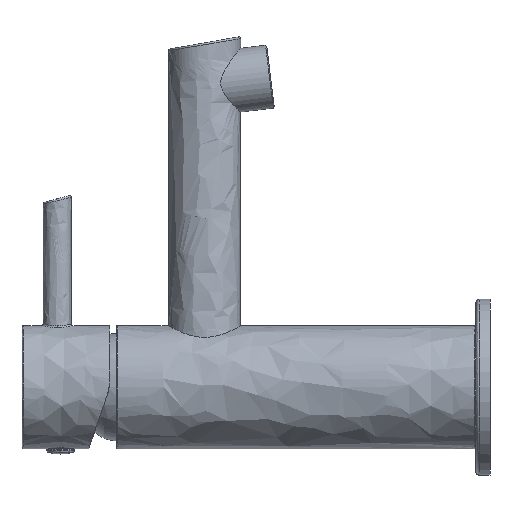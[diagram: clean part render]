
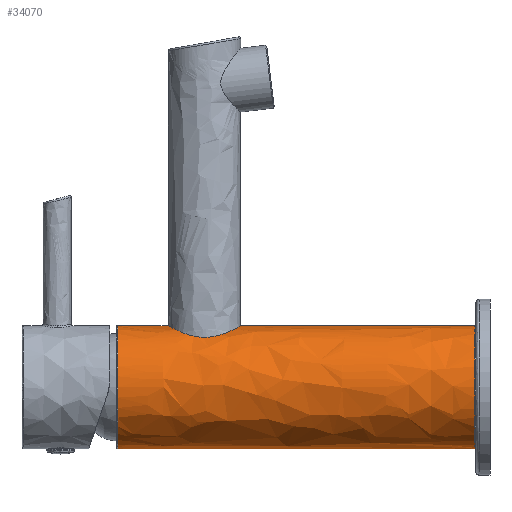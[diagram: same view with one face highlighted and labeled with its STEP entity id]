
A CAD part, left-side view. The second image highlights one B-rep face of the part: STEP entity #34070.
In plain terms, the highlighted free-form (B-spline) face has degree [1, 3] with [2, 4] control points.
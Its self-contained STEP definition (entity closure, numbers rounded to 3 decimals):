
#293 = CARTESIAN_POINT ( 'NONE',  ( -0.189, 3.3, 17.499 ) ) ;
#1175 = CARTESIAN_POINT ( 'NONE',  ( 0., 76.7, 17.5 ) ) ;
#1660 = CARTESIAN_POINT ( 'NONE',  ( -3.251, 81.501, 17.195 ) ) ;
#2022 = EDGE_CURVE ( 'NONE', #23287, #17884, #30145, .T. ) ;
#2152 = CARTESIAN_POINT ( 'NONE',  ( -2.803, 78.092, 17.275 ) ) ;
#2321 = AXIS2_PLACEMENT_3D ( 'NONE', #13407, #35842, #2351 ) ;
#2351 = DIRECTION ( 'NONE',  ( 0., 0., -1. ) ) ;
#3681 = ORIENTED_EDGE ( 'NONE', *, *, #40201, .T. ) ;
#3937 = CARTESIAN_POINT ( 'NONE',  ( 0., 104.9, -17.5 ) ) ;
#4744 = AXIS2_PLACEMENT_3D ( 'NONE', #42262, #7752, #30422 ) ;
#5191 = CARTESIAN_POINT ( 'NONE',  ( -0.455, 83.7, 17.5 ) ) ;
#5439 = CARTESIAN_POINT ( 'NONE',  ( -2.659, 77.912, 17.298 ) ) ;
#5673 = CARTESIAN_POINT ( 'NONE',  ( -2.278, 82.866, 17.352 ) ) ;
#5808 = B_SPLINE_CURVE_WITH_KNOTS ( 'NONE', 1,
 ( #45838, #15078 ),
 .UNSPECIFIED., .F., .F.,
 ( 2, 2 ),
 ( 0.78, 0.981 ),
 .UNSPECIFIED. ) ;
#7125 = CIRCLE ( 'NONE', #40890, 17.5 ) ;
#7134 = CARTESIAN_POINT ( 'NONE',  ( 0., 3.3, -17.5 ) ) ;
#7611 = ORIENTED_EDGE ( 'NONE', *, *, #33786, .F. ) ;
#7694 = VERTEX_POINT ( 'NONE', #293 ) ;
#7710 = EDGE_CURVE ( 'NONE', #44370, #23287, #5808, .T. ) ;
#7752 = DIRECTION ( 'NONE',  ( 0., -1., 0. ) ) ;
#8464 = AXIS2_PLACEMENT_3D ( 'NONE', #24443, #17376, #48098 ) ;
#8696 = CARTESIAN_POINT ( 'NONE',  ( 0., 3.3, 17.5 ) ) ;
#8838 = CARTESIAN_POINT ( 'NONE',  ( -0.173, 104.9, -17.499 ) ) ;
#8954 = CARTESIAN_POINT ( 'NONE',  ( -1.423, 83.4, 17.442 ) ) ;
#8957 = CARTESIAN_POINT ( 'NONE',  ( 0., 104.9, -17.5 ) ) ;
#9185 = CARTESIAN_POINT ( 'NONE',  ( -0.915, 76.819, 17.476 ) ) ;
#9927 = CARTESIAN_POINT ( 'NONE',  ( -1.568, 77.062, 17.431 ) ) ;
#11018 = B_SPLINE_CURVE_WITH_KNOTS ( 'NONE', 1,
 ( #40160, #8957 ),
 .UNSPECIFIED., .F., .F.,
 ( 2, 2 ),
 ( 0.019, 0.981 ),
 .UNSPECIFIED. ) ;
#12117 = EDGE_CURVE ( 'NONE', #24658, #24030, #18221, .T. ) ;
#12723 = CARTESIAN_POINT ( 'NONE',  ( -3.292, 81.393, 17.188 ) ) ;
#13204 = CARTESIAN_POINT ( 'NONE',  ( -1.523, 83.353, 17.434 ) ) ;
#13407 = CARTESIAN_POINT ( 'NONE',  ( 0., 3.3, 0. ) ) ;
#13454 = CARTESIAN_POINT ( 'NONE',  ( -1.247, 76.928, 17.456 ) ) ;
#14674 = CARTESIAN_POINT ( 'NONE',  ( 0., 3.3, 17.5 ) ) ;
#14742 =( BOUNDED_SURFACE ( )  B_SPLINE_SURFACE ( 1, 3, ( 
 ( #26766, #14926, #22733, #14674 ),
 ( #38118, #22494, #19230, #15424 ) ),
 .UNSPECIFIED., .F., .F., .F. ) 
 B_SPLINE_SURFACE_WITH_KNOTS ( ( 2, 2 ),
 ( 4, 4 ),
 ( 0.019, 0.981 ),
 ( 0., 1. ),
 .UNSPECIFIED. ) 
 GEOMETRIC_REPRESENTATION_ITEM ( )  RATIONAL_B_SPLINE_SURFACE ( (
 ( 1., 0.333, 0.333, 1.),
 ( 1., 0.333, 0.333, 1.) ) ) 
 REPRESENTATION_ITEM ( '' )  SURFACE ( )  );
#14926 = CARTESIAN_POINT ( 'NONE',  ( -35., 3.3, -17.5 ) ) ;
#15078 = CARTESIAN_POINT ( 'NONE',  ( 0., 104.9, 17.5 ) ) ;
#15424 = CARTESIAN_POINT ( 'NONE',  ( 0., 104.9, 17.5 ) ) ;
#15995 = EDGE_CURVE ( 'NONE', #24030, #44370, #31248, .T. ) ;
#16133 = VERTEX_POINT ( 'NONE', #7134 ) ;
#16468 = CARTESIAN_POINT ( 'NONE',  ( -3.468, 80.726, 17.153 ) ) ;
#16977 = CARTESIAN_POINT ( 'NONE',  ( -2.761, 82.397, 17.284 ) ) ;
#17376 = DIRECTION ( 'NONE',  ( 0., -1., 0. ) ) ;
#17473 = CARTESIAN_POINT ( 'NONE',  ( -3.401, 79.341, 17.166 ) ) ;
#17884 = VERTEX_POINT ( 'NONE', #8838 ) ;
#18221 = B_SPLINE_CURVE_WITH_KNOTS ( 'NONE', 1,
 ( #49102, #29232 ),
 .UNSPECIFIED., .F., .F.,
 ( 2, 2 ),
 ( 0.019, 0.714 ),
 .UNSPECIFIED. ) ;
#18300 = DIRECTION ( 'NONE',  ( 0., 1., 0. ) ) ;
#19230 = CARTESIAN_POINT ( 'NONE',  ( -35., 104.9, 17.5 ) ) ;
#19989 = CIRCLE ( 'NONE', #4744, 17.5 ) ;
#20762 = CARTESIAN_POINT ( 'NONE',  ( -3.504, 80.035, 17.146 ) ) ;
#21646 = ORIENTED_EDGE ( 'NONE', *, *, #12117, .T. ) ;
#22494 = CARTESIAN_POINT ( 'NONE',  ( -35., 104.9, -17.5 ) ) ;
#22733 = CARTESIAN_POINT ( 'NONE',  ( -35., 3.3, 17.5 ) ) ;
#23022 = ORIENTED_EDGE ( 'NONE', *, *, #7710, .T. ) ;
#23287 = VERTEX_POINT ( 'NONE', #31698 ) ;
#24030 = VERTEX_POINT ( 'NONE', #36483 ) ;
#24443 = CARTESIAN_POINT ( 'NONE',  ( 0., 104.9, 0. ) ) ;
#24658 = VERTEX_POINT ( 'NONE', #8696 ) ;
#24794 = CARTESIAN_POINT ( 'NONE',  ( -3.393, 81.065, 17.168 ) ) ;
#25273 = CARTESIAN_POINT ( 'NONE',  ( -0.803, 76.791, 17.482 ) ) ;
#25438 = EDGE_CURVE ( 'NONE', #16133, #7694, #7125, .T. ) ;
#26766 = CARTESIAN_POINT ( 'NONE',  ( 0., 3.3, -17.5 ) ) ;
#27464 = VERTEX_POINT ( 'NONE', #3937 ) ;
#27578 = ORIENTED_EDGE ( 'NONE', *, *, #41572, .T. ) ;
#28062 = CARTESIAN_POINT ( 'NONE',  ( -3.025, 82.018, 17.238 ) ) ;
#28519 = EDGE_LOOP ( 'NONE', ( #43217, #27578, #21646, #35498, #23022, #40245, #3681, #7611 ) ) ;
#28551 = CARTESIAN_POINT ( 'NONE',  ( 0., 83.7, 17.5 ) ) ;
#28798 = CARTESIAN_POINT ( 'NONE',  ( -1.723, 83.249, 17.415 ) ) ;
#29232 = CARTESIAN_POINT ( 'NONE',  ( 0., 76.7, 17.5 ) ) ;
#30145 = CIRCLE ( 'NONE', #8464, 17.5 ) ;
#30422 = DIRECTION ( 'NONE',  ( 0., 0., 1. ) ) ;
#31248 = B_SPLINE_CURVE_WITH_KNOTS ( 'NONE', 3,
 ( #1175, #44429, #47952, #25273, #9185, #32105, #13454, #9927, #36629, #32576, #32828, #5439, #2152, #32345, #39908, #40651, #17473, #48195, #20762, #36145, #16468, #24794, #47224, #12723, #1660, #28062, #16977, #5673, #43436, #47696, #28798, #13204, #8954, #39650, #5191, #28551 ),
 .UNSPECIFIED., .F., .F.,
 ( 4, 2, 2, 2, 2, 2, 2, 2, 2, 2, 2, 2, 2, 2, 2, 2, 2, 4 ),
 ( 0., 0.062, 0.094, 0.125, 0.187, 0.25, 0.312, 0.375, 0.437, 0.5, 0.562, 0.594, 0.625, 0.75, 0.813, 0.844, 0.875, 1. ),
 .UNSPECIFIED. ) ;
#31698 = CARTESIAN_POINT ( 'NONE',  ( 0., 104.9, 17.5 ) ) ;
#32105 = CARTESIAN_POINT ( 'NONE',  ( -1.136, 76.887, 17.463 ) ) ;
#32345 = CARTESIAN_POINT ( 'NONE',  ( -3.059, 78.483, 17.231 ) ) ;
#32576 = CARTESIAN_POINT ( 'NONE',  ( -2.157, 77.434, 17.368 ) ) ;
#32828 = CARTESIAN_POINT ( 'NONE',  ( -2.334, 77.581, 17.344 ) ) ;
#33655 = DIRECTION ( 'NONE',  ( 0., 0., -1. ) ) ;
#33786 = EDGE_CURVE ( 'NONE', #16133, #27464, #11018, .T. ) ;
#34070 = ADVANCED_FACE ( 'NONE', ( #45685 ), #14742, .F. ) ;
#35498 = ORIENTED_EDGE ( 'NONE', *, *, #15995, .T. ) ;
#35842 = DIRECTION ( 'NONE',  ( 0., 1., 0. ) ) ;
#36145 = CARTESIAN_POINT ( 'NONE',  ( -3.495, 80.495, 17.147 ) ) ;
#36483 = CARTESIAN_POINT ( 'NONE',  ( 0., 76.7, 17.5 ) ) ;
#36629 = CARTESIAN_POINT ( 'NONE',  ( -1.773, 77.173, 17.411 ) ) ;
#37457 = CARTESIAN_POINT ( 'NONE',  ( 0., 3.3, 0. ) ) ;
#38118 = CARTESIAN_POINT ( 'NONE',  ( 0., 104.9, -17.5 ) ) ;
#39650 = CARTESIAN_POINT ( 'NONE',  ( -0.894, 83.614, 17.482 ) ) ;
#39908 = CARTESIAN_POINT ( 'NONE',  ( -3.165, 78.687, 17.212 ) ) ;
#40160 = CARTESIAN_POINT ( 'NONE',  ( 0., 3.3, -17.5 ) ) ;
#40201 = EDGE_CURVE ( 'NONE', #17884, #27464, #19989, .T. ) ;
#40245 = ORIENTED_EDGE ( 'NONE', *, *, #2022, .T. ) ;
#40651 = CARTESIAN_POINT ( 'NONE',  ( -3.337, 79.118, 17.179 ) ) ;
#40890 = AXIS2_PLACEMENT_3D ( 'NONE', #37457, #18300, #33655 ) ;
#41572 = EDGE_CURVE ( 'NONE', #7694, #24658, #45735, .T. ) ;
#42262 = CARTESIAN_POINT ( 'NONE',  ( 0., 104.9, 0. ) ) ;
#43217 = ORIENTED_EDGE ( 'NONE', *, *, #25438, .T. ) ;
#43436 = CARTESIAN_POINT ( 'NONE',  ( -2.105, 83.006, 17.374 ) ) ;
#44370 = VERTEX_POINT ( 'NONE', #49727 ) ;
#44429 = CARTESIAN_POINT ( 'NONE',  ( -0.234, 76.7, 17.5 ) ) ;
#45685 = FACE_OUTER_BOUND ( 'NONE', #28519, .T. ) ;
#45735 = CIRCLE ( 'NONE', #2321, 17.5 ) ;
#45838 = CARTESIAN_POINT ( 'NONE',  ( 0., 83.7, 17.5 ) ) ;
#47224 = CARTESIAN_POINT ( 'NONE',  ( -3.363, 81.176, 17.174 ) ) ;
#47696 = CARTESIAN_POINT ( 'NONE',  ( -1.82, 83.192, 17.405 ) ) ;
#47952 = CARTESIAN_POINT ( 'NONE',  ( -0.464, 76.723, 17.495 ) ) ;
#48098 = DIRECTION ( 'NONE',  ( 0., 0., 1. ) ) ;
#48195 = CARTESIAN_POINT ( 'NONE',  ( -3.485, 79.803, 17.15 ) ) ;
#49102 = CARTESIAN_POINT ( 'NONE',  ( 0., 3.3, 17.5 ) ) ;
#49727 = CARTESIAN_POINT ( 'NONE',  ( 0., 83.7, 17.5 ) ) ;
